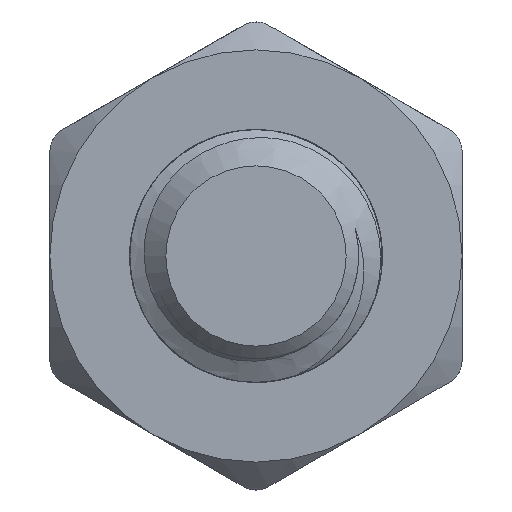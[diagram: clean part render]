
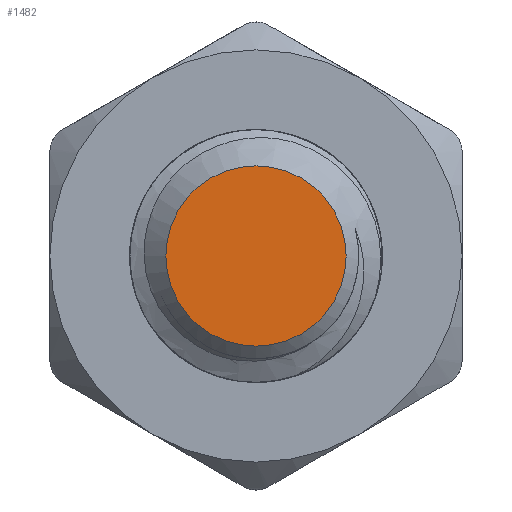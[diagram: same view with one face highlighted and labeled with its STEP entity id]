
A CAD part, front view. The second image highlights one B-rep face of the part: STEP entity #1482.
In plain terms, the highlighted planar face has unit normal (0, -1, 0).
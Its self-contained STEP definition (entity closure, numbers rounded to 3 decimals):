
#41=PLANE('',#1588);
#123=FACE_OUTER_BOUND('',#209,.T.);
#209=EDGE_LOOP('',(#1199));
#248=CIRCLE('',#1584,1.75);
#626=VERTEX_POINT('',#4904);
#829=EDGE_CURVE('',#626,#626,#248,.T.);
#1199=ORIENTED_EDGE('',*,*,#829,.F.);
#1482=ADVANCED_FACE('',(#123),#41,.F.);
#1584=AXIS2_PLACEMENT_3D('',#4906,#1796,#1797);
#1588=AXIS2_PLACEMENT_3D('',#5511,#1804,#1805);
#1796=DIRECTION('center_axis',(0.,1.,0.));
#1797=DIRECTION('ref_axis',(1.,0.,0.));
#1804=DIRECTION('center_axis',(0.,1.,0.));
#1805=DIRECTION('ref_axis',(1.,0.,0.));
#4904=CARTESIAN_POINT('',(-1.75,-10.,0.));
#4906=CARTESIAN_POINT('Origin',(0.,-10.,0.));
#5511=CARTESIAN_POINT('Origin',(0.,-10.,0.));
